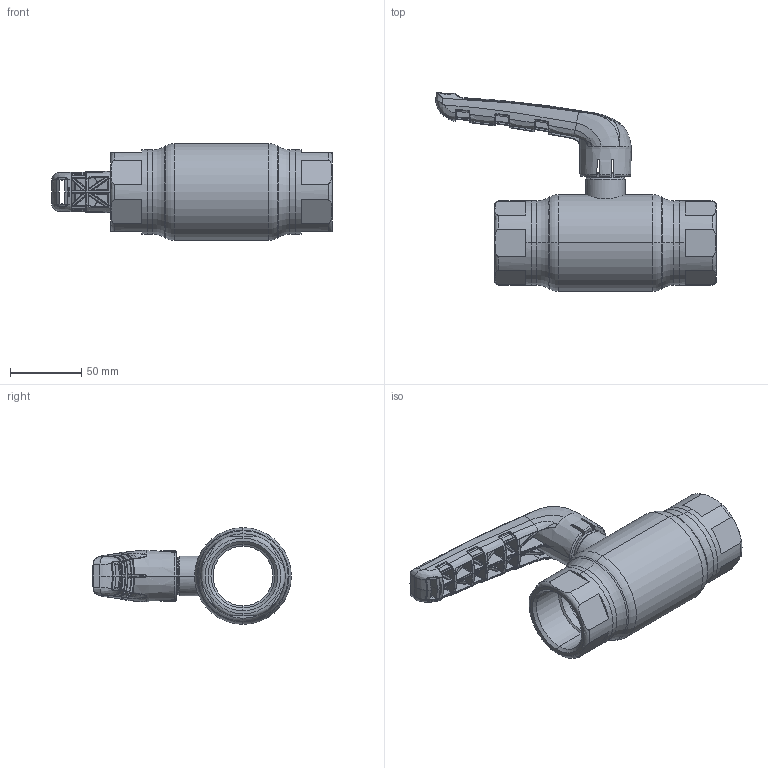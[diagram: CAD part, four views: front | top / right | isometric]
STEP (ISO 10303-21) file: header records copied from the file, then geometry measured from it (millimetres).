
FILE_DESCRIPTION (( 'STEP AP214' ), '1' );
FILE_NAME ('1040002000-xxxx.step', '2019-05-07T11:48:18', ( '' ), ( '' ), 'SwSTEP 2.0', 'SolidWorks 2017', '' );
FILE_SCHEMA (( 'AUTOMOTIVE_DESIGN' ));
Length unit declared in the file: millimetre
Products named in the file (1): 1040002000-xxxx
Bounding box: 197.35 x 139.71 x 68 mm (x, y, z)
Surface area: 72249 mm2 (no closed solid volume)
Topology: 0 solids, 8 shells, 863 faces, 2652 edges, 1664 vertices
Faces by surface type: bspline 700, plane 64, cylinder 36, torus 25, cone 24, sphere 14
Entity records: 62260 total; most frequent: CARTESIAN_POINT 35600, ORIENTED_EDGE 4387, EDGE_CURVE 2634, DIRECTION 1833, B_SPLINE_CURVE_WITH_KNOTS 1788, VERTEX_POINT 1662, EDGE_LOOP 872, UNCERTAINTY_MEASURE_WITH_UNIT 865
